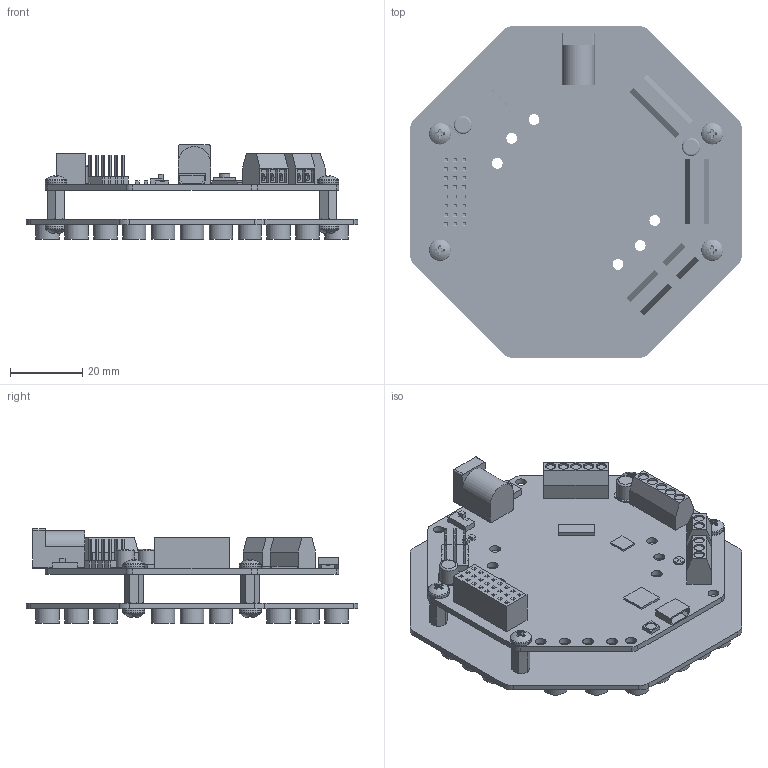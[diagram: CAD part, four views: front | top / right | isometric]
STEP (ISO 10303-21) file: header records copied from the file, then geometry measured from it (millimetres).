
FILE_DESCRIPTION(/* description */ (''),/* implementation_level */ '2;1');
FILE_NAME(/* name */ 'Crickit Lego Mount v6.step',/* time_stamp */ '2018-07-14T14:50:16-04:00',/* author */ ('Adafruit'),/* organization */ (''),/* preprocessor_version */ 'ST-DEVELOPER v17',/* originating_system */ 'Autodesk Translation Framework v7.1.0.215',/* authorisation */ '');
FILE_SCHEMA (('AUTOMOTIVE_DESIGN { 1 0 10303 214 3 1 1 }'));
Length unit declared in the file: millimetre
Products named in the file (8): Crickit Lego Mount; Crickit CPX v8; servo block; Lego Mount B; hardware; m3 x 8mm standoff; m3 x 6mm screw; m3 x 6mm screw(Mirror)
Assembly tree (16 placements, depth 3):
  Crickit Lego Mount
    Crickit CPX v8
      servo block
    Lego Mount B
    hardware
      m3 x 8mm standoff  x4
      m3 x 6mm screw  x4
      m3 x 6mm screw(Mirror)  x4
Bounding box: 92 x 92 x 26.1 mm (x, y, z)
Volume: 24148 mm3; surface area: 36189.6 mm2
Topology: 45 solids, 45 shells, 1574 faces, 3877 edges, 2549 vertices
Faces by surface type: plane 848, cylinder 559, cone 108, bspline 32, torus 18, sphere 9
Full cylindrical faces by diameter (mm): 1.27 x51, 2 x16, 2.35 x144, 2.87 x15, 3 x165, 5 x46, 6 x8, 6.5 x45
Entity records: 37242 total; most frequent: CARTESIAN_POINT 12503, DIRECTION 4920, ORIENTED_EDGE 4872, EDGE_CURVE 2436, LINE 1644, VECTOR 1644, AXIS2_PLACEMENT_3D 1638, VERTEX_POINT 1595
